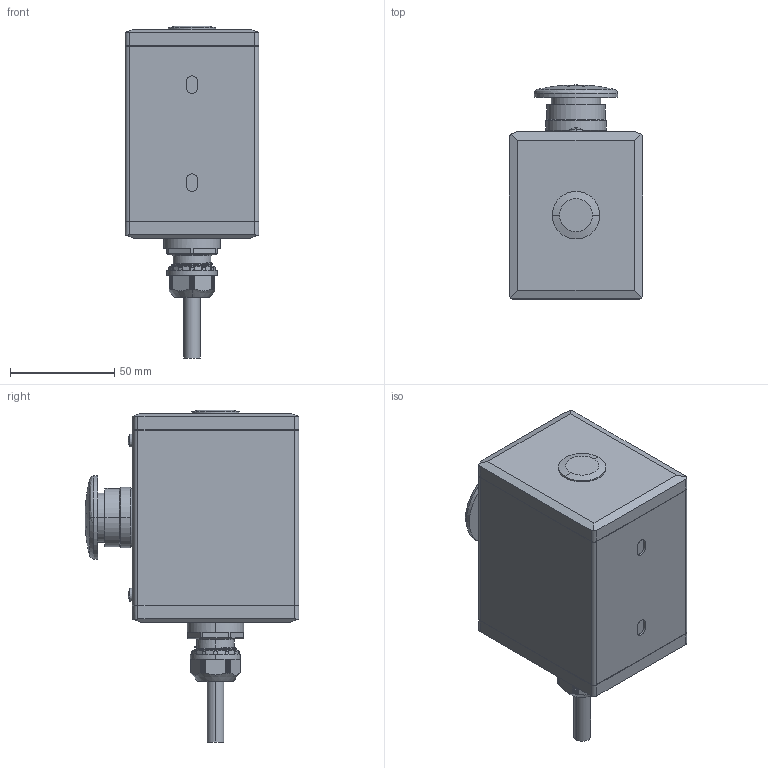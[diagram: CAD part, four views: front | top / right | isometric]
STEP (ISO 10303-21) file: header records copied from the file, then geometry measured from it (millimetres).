
FILE_DESCRIPTION (( 'STEP AP203' ), '1' );
FILE_NAME ('APC-S023-STP.step', '2023-08-09T06:29:08', ( '' ), ( '' ), 'SwSTEP 2.0', 'SolidWorks 2020', '' );
FILE_SCHEMA (( 'CONFIG_CONTROL_DESIGN' ));
Length unit declared in the file: millimetre
Products named in the file (1): APC-S023-STP
Bounding box: 64 x 102.5 x 159.09 mm (x, y, z)
Volume: 535333.1 mm3; surface area: 46884.3 mm2
Topology: 1 solids, 3 shells, 400 faces, 1090 edges, 709 vertices
Faces by surface type: plane 179, cylinder 140, cone 41, bspline 40
Entity records: 15641 total; most frequent: CARTESIAN_POINT 5975, ORIENTED_EDGE 2168, DIRECTION 1824, EDGE_CURVE 1084, VERTEX_POINT 709, AXIS2_PLACEMENT_3D 659, LINE 506, VECTOR 506
